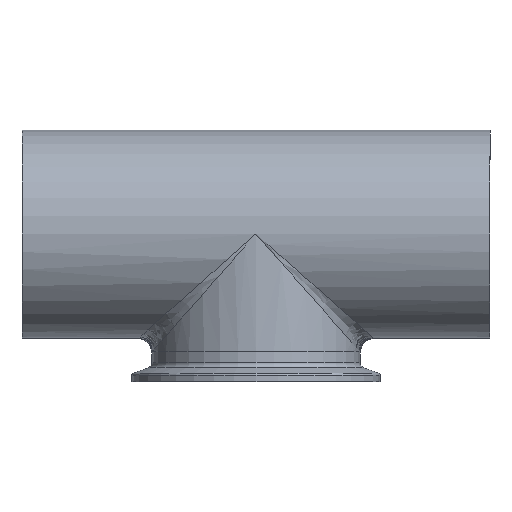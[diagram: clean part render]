
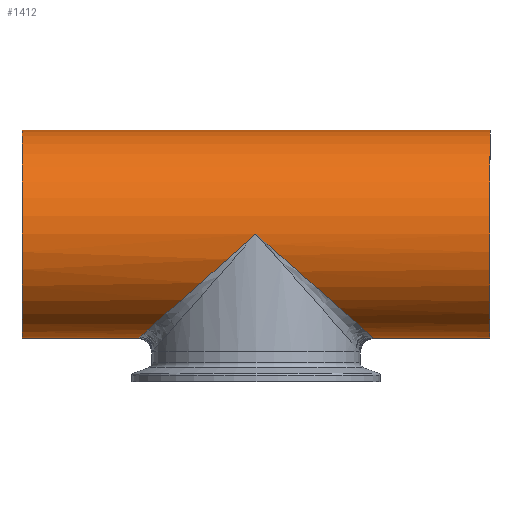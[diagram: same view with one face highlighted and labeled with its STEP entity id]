
A CAD part, top view. The second image highlights one B-rep face of the part: STEP entity #1412.
In plain terms, the highlighted cylindrical face has radius 38.1 mm (diameter 76.2 mm), a full revolution.
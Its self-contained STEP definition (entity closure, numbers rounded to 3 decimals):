
#1160=CARTESIAN_POINT('',(85.7,0.0,38.1));
#1161=VERTEX_POINT('',#1160);
#1169=CARTESIAN_POINT('',(85.7,0.0,-38.1));
#1170=VERTEX_POINT('',#1169);
#1171=CARTESIAN_POINT('',(85.7,0.0,0.0));
#1172=DIRECTION('',(-0.662,0.749,0.0));
#1173=DIRECTION('',(0.749,0.662,0.0));
#1174=AXIS2_PLACEMENT_3D('',#1171,#1172,#1173);
#1175=ELLIPSE('',#1174,57.526,38.1);
#1176=EDGE_CURVE('',#1161,#1170,#1175,.T.);
#1276=CARTESIAN_POINT('',(85.7,0.0,0.0));
#1277=DIRECTION('',(0.662,0.749,0.0));
#1278=DIRECTION('',(-0.749,0.662,0.0));
#1279=AXIS2_PLACEMENT_3D('',#1276,#1277,#1278);
#1280=ELLIPSE('',#1279,57.526,38.1);
#1281=EDGE_CURVE('',#1170,#1161,#1280,.T.);
#1366=CARTESIAN_POINT('',(0.,38.1,0.0));
#1367=VERTEX_POINT('',#1366);
#1368=CARTESIAN_POINT('',(0.,0.0,0.0));
#1369=DIRECTION('',(1.0,0.0,0.0));
#1370=DIRECTION('',(0.0,1.0,0.0));
#1371=AXIS2_PLACEMENT_3D('',#1368,#1369,#1370);
#1372=CIRCLE('',#1371,38.1);
#1373=EDGE_CURVE('',#1367,#1367,#1372,.T.);
#1389=CARTESIAN_POINT('',(85.7,0.0,0.0));
#1390=DIRECTION('',(1.0,0.0,0.0));
#1391=DIRECTION('',(0.0,1.0,0.0));
#1392=AXIS2_PLACEMENT_3D('',#1389,#1390,#1391);
#1393=CYLINDRICAL_SURFACE('',#1392,38.1);
#1394=CARTESIAN_POINT('',(171.4,38.1,0.0));
#1395=VERTEX_POINT('',#1394);
#1396=CARTESIAN_POINT('',(171.4,0.0,0.0));
#1397=DIRECTION('',(1.0,0.0,0.0));
#1398=DIRECTION('',(0.0,1.0,0.0));
#1399=AXIS2_PLACEMENT_3D('',#1396,#1397,#1398);
#1400=CIRCLE('',#1399,38.1);
#1401=EDGE_CURVE('',#1395,#1395,#1400,.T.);
#1402=ORIENTED_EDGE('',*,*,#1401,.F.);
#1403=EDGE_LOOP('',(#1402));
#1404=FACE_OUTER_BOUND('',#1403,.T.);
#1405=ORIENTED_EDGE('',*,*,#1176,.F.);
#1406=ORIENTED_EDGE('',*,*,#1281,.F.);
#1407=EDGE_LOOP('',(#1405,#1406));
#1408=FACE_BOUND('',#1407,.T.);
#1409=ORIENTED_EDGE('',*,*,#1373,.T.);
#1410=EDGE_LOOP('',(#1409));
#1411=FACE_BOUND('',#1410,.T.);
#1412=ADVANCED_FACE('',(#1404,#1408,#1411),#1393,.T.);
